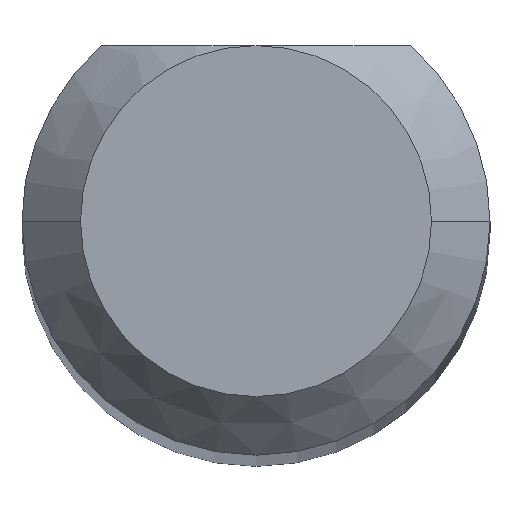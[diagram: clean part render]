
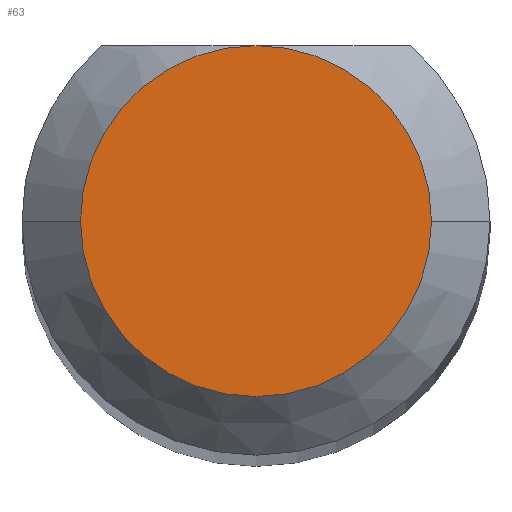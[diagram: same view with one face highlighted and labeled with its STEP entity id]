
A CAD part, top view. The second image highlights one B-rep face of the part: STEP entity #63.
In plain terms, the highlighted planar face has unit normal (0, 0, 1).
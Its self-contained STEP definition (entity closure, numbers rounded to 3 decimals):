
#15 = EDGE_CURVE ( 'NONE', #190, #34, #38, .T. ) ;
#34 = VERTEX_POINT ( 'NONE', #281 ) ;
#38 = CIRCLE ( 'NONE', #286, 1.5 ) ;
#43 = CIRCLE ( 'NONE', #173, 1.5 ) ;
#59 = CARTESIAN_POINT ( 'NONE',  ( 0., 0., 28. ) ) ;
#63 = ADVANCED_FACE ( 'NONE', ( #199 ), #166, .T. ) ;
#67 = CIRCLE ( 'NONE', #240, 1.5 ) ;
#75 = DIRECTION ( 'NONE',  ( 0., 0., 1. ) ) ;
#85 = EDGE_LOOP ( 'NONE', ( #227, #284, #344 ) ) ;
#91 = DIRECTION ( 'NONE',  ( 0., 0., 1. ) ) ;
#105 = CARTESIAN_POINT ( 'NONE',  ( 0., 0., 28. ) ) ;
#120 = CARTESIAN_POINT ( 'NONE',  ( 0., 1.5, 28. ) ) ;
#149 = CARTESIAN_POINT ( 'NONE',  ( 0., 0., 28. ) ) ;
#166 = PLANE ( 'NONE',  #277 ) ;
#170 = DIRECTION ( 'NONE',  ( 1., 0., 0. ) ) ;
#173 = AXIS2_PLACEMENT_3D ( 'NONE', #149, #312, #337 ) ;
#190 = VERTEX_POINT ( 'NONE', #120 ) ;
#199 = FACE_OUTER_BOUND ( 'NONE', #85, .T. ) ;
#224 = CARTESIAN_POINT ( 'NONE',  ( 0., 0., 28. ) ) ;
#227 = ORIENTED_EDGE ( 'NONE', *, *, #15, .T. ) ;
#228 = VERTEX_POINT ( 'NONE', #256 ) ;
#240 = AXIS2_PLACEMENT_3D ( 'NONE', #59, #91, #289 ) ;
#247 = DIRECTION ( 'NONE',  ( 0., 0., 1. ) ) ;
#256 = CARTESIAN_POINT ( 'NONE',  ( 1.5, 0., 28. ) ) ;
#277 = AXIS2_PLACEMENT_3D ( 'NONE', #105, #75, #369 ) ;
#281 = CARTESIAN_POINT ( 'NONE',  ( -1.5, 0., 28. ) ) ;
#284 = ORIENTED_EDGE ( 'NONE', *, *, #313, .T. ) ;
#286 = AXIS2_PLACEMENT_3D ( 'NONE', #224, #247, #170 ) ;
#289 = DIRECTION ( 'NONE',  ( 1., 0., 0. ) ) ;
#301 = EDGE_CURVE ( 'NONE', #228, #190, #67, .T. ) ;
#312 = DIRECTION ( 'NONE',  ( 0., 0., 1. ) ) ;
#313 = EDGE_CURVE ( 'NONE', #34, #228, #43, .T. ) ;
#337 = DIRECTION ( 'NONE',  ( 1., 0., 0. ) ) ;
#344 = ORIENTED_EDGE ( 'NONE', *, *, #301, .T. ) ;
#369 = DIRECTION ( 'NONE',  ( 1., 0., 0. ) ) ;
